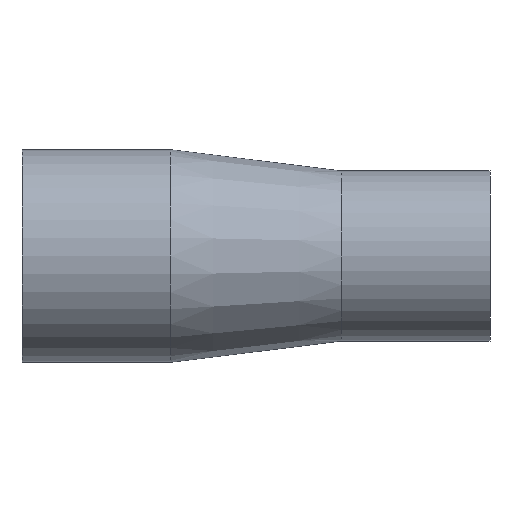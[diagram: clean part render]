
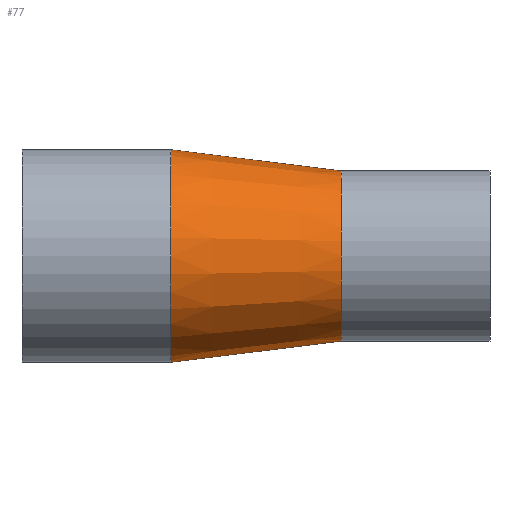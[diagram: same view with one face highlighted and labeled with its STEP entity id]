
A CAD part, left-side view. The second image highlights one B-rep face of the part: STEP entity #77.
In plain terms, the highlighted conical face has half-angle 7.125 degrees and reference radius 25.4 mm.
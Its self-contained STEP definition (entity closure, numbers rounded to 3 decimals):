
#14 = VERTEX_POINT ( 'NONE', #273 ) ;
#19 = AXIS2_PLACEMENT_3D ( 'NONE', #323, #359, #249 ) ;
#24 = FACE_OUTER_BOUND ( 'NONE', #252, .T. ) ;
#48 = LINE ( 'NONE', #244, #125 ) ;
#77 = ADVANCED_FACE ( 'NONE', ( #24 ), #391, .T. ) ;
#102 = DIRECTION ( 'NONE',  ( 0., 0.992, -0.124 ) ) ;
#117 = DIRECTION ( 'NONE',  ( 0., 0., 1. ) ) ;
#125 = VECTOR ( 'NONE', #189, 1000. ) ;
#131 = DIRECTION ( 'NONE',  ( 0., 0., -1. ) ) ;
#137 = VERTEX_POINT ( 'NONE', #378 ) ;
#140 = VERTEX_POINT ( 'NONE', #411 ) ;
#146 = ORIENTED_EDGE ( 'NONE', *, *, #218, .F. ) ;
#153 = LINE ( 'NONE', #295, #408 ) ;
#160 = CIRCLE ( 'NONE', #19, 31.75 ) ;
#162 = CARTESIAN_POINT ( 'NONE',  ( 0., 0., 25.4 ) ) ;
#183 = EDGE_CURVE ( 'NONE', #14, #137, #160, .T. ) ;
#188 = ORIENTED_EDGE ( 'NONE', *, *, #410, .F. ) ;
#189 = DIRECTION ( 'NONE',  ( 0., 0.992, 0.124 ) ) ;
#199 = EDGE_CURVE ( 'NONE', #214, #137, #48, .T. ) ;
#214 = VERTEX_POINT ( 'NONE', #162 ) ;
#218 = EDGE_CURVE ( 'NONE', #214, #140, #365, .T. ) ;
#236 = DIRECTION ( 'NONE',  ( 0., 1., 0. ) ) ;
#244 = CARTESIAN_POINT ( 'NONE',  ( 0., 0., 25.4 ) ) ;
#249 = DIRECTION ( 'NONE',  ( 0., 0., 1. ) ) ;
#252 = EDGE_LOOP ( 'NONE', ( #188, #146, #271, #376 ) ) ;
#271 = ORIENTED_EDGE ( 'NONE', *, *, #199, .T. ) ;
#273 = CARTESIAN_POINT ( 'NONE',  ( 0., 50.8, -31.75 ) ) ;
#295 = CARTESIAN_POINT ( 'NONE',  ( 0., 0., -25.4 ) ) ;
#308 = CARTESIAN_POINT ( 'NONE',  ( 0., 0., 0. ) ) ;
#323 = CARTESIAN_POINT ( 'NONE',  ( 0., 50.8, 0. ) ) ;
#325 = DIRECTION ( 'NONE',  ( 0., -1., 0. ) ) ;
#337 = AXIS2_PLACEMENT_3D ( 'NONE', #308, #236, #117 ) ;
#359 = DIRECTION ( 'NONE',  ( 0., 1., 0. ) ) ;
#365 = CIRCLE ( 'NONE', #388, 25.4 ) ;
#376 = ORIENTED_EDGE ( 'NONE', *, *, #183, .F. ) ;
#378 = CARTESIAN_POINT ( 'NONE',  ( 0., 50.8, 31.75 ) ) ;
#385 = CARTESIAN_POINT ( 'NONE',  ( 0., 0., 0. ) ) ;
#388 = AXIS2_PLACEMENT_3D ( 'NONE', #385, #325, #131 ) ;
#391 = CONICAL_SURFACE ( 'NONE', #337, 25.4, 0.124 ) ;
#408 = VECTOR ( 'NONE', #102, 1000. ) ;
#410 = EDGE_CURVE ( 'NONE', #140, #14, #153, .T. ) ;
#411 = CARTESIAN_POINT ( 'NONE',  ( 0., 0., -25.4 ) ) ;
